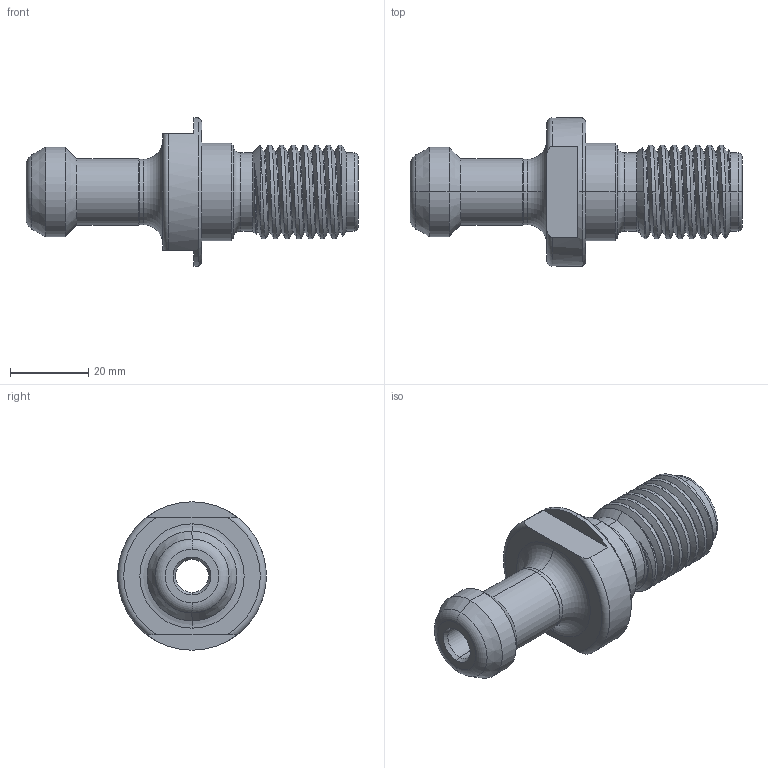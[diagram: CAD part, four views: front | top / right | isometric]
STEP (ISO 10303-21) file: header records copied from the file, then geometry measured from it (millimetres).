
FILE_DESCRIPTION (( 'STEP AP214' ), '1' );
FILE_NAME ('A501-T8.5.STEP', '2022-06-25T03:50:55', ( '' ), ( '' ), 'SwSTEP 2.0', 'SolidWorks 2020', '' );
FILE_SCHEMA (( 'AUTOMOTIVE_DESIGN' ));
Length unit declared in the file: millimetre
Products named in the file (1): A501-T8.5
Bounding box: 85 x 38 x 38 mm (x, y, z)
Volume: 31408.2 mm3; surface area: 11296.2 mm2
Topology: 1 solids, 1 shells, 70 faces, 165 edges, 99 vertices
Faces by surface type: cylinder 31, cone 18, torus 10, plane 8, bspline 3
Entity records: 4349 total; most frequent: CARTESIAN_POINT 2788, ORIENTED_EDGE 330, DIRECTION 322, EDGE_CURVE 165, AXIS2_PLACEMENT_3D 133, VERTEX_POINT 99, EDGE_LOOP 74, FACE_OUTER_BOUND 70
